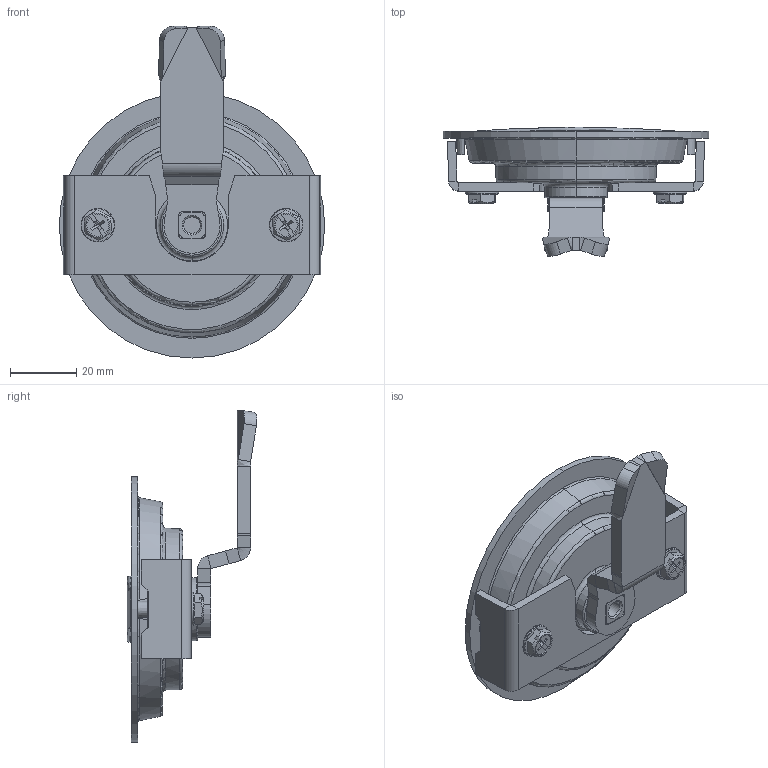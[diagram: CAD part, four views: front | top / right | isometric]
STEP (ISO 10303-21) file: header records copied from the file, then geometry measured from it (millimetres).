
FILE_DESCRIPTION (( 'STEP AP203' ), '1' );
FILE_NAME ('KD09.1.2.87.STEP', '2022-05-11T07:18:13', ( '' ), ( '' ), 'SwSTEP 2.0', 'SolidWorks 2021', '' );
FILE_SCHEMA (( 'CONFIG_CONTROL_DESIGN' ));
Length unit declared in the file: millimetre
Products named in the file (1): KD09.1.2.87
Bounding box: 80.4 x 39.27 x 100.51 mm (x, y, z)
Surface area: 26185 mm2 (no closed solid volume)
Topology: 0 solids, 11 shells, 299 faces, 861 edges, 564 vertices
Faces by surface type: plane 141, torus 56, cylinder 40, cone 36, bspline 22, sphere 4
Entity records: 11474 total; most frequent: CARTESIAN_POINT 4034, DIRECTION 1486, ORIENTED_EDGE 1454, EDGE_CURVE 861, AXIS2_PLACEMENT_3D 573, VERTEX_POINT 564, LINE 340, VECTOR 340
